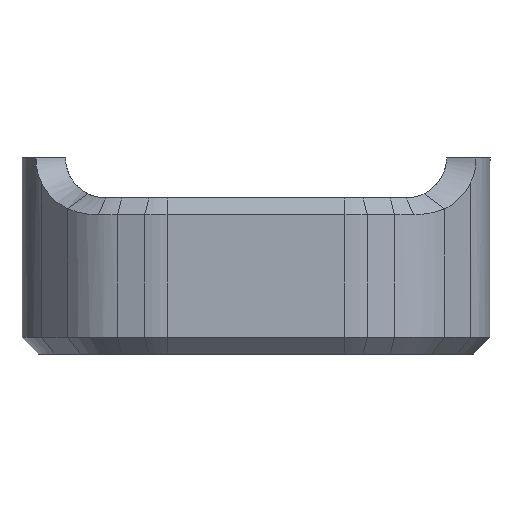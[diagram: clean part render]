
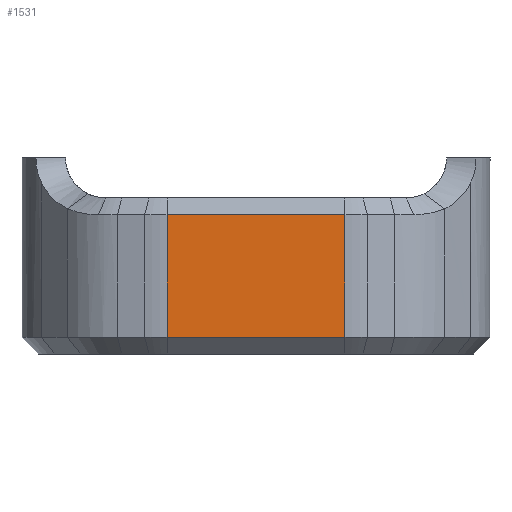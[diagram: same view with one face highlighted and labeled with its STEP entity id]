
A CAD part, left-side view. The second image highlights one B-rep face of the part: STEP entity #1531.
In plain terms, the highlighted planar face has unit normal (-1, 0, 0).
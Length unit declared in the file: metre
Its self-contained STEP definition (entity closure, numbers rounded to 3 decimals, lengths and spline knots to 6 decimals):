
#51=PLANE('',#1666);
#183=LINE('',#2396,#317);
#191=LINE('',#2442,#325);
#192=LINE('',#2444,#326);
#193=LINE('',#2446,#327);
#317=VECTOR('',#1880,1.);
#325=VECTOR('',#1912,1.);
#326=VECTOR('',#1913,1.);
#327=VECTOR('',#1914,1.);
#539=ORIENTED_EDGE('',*,*,#953,.F.);
#540=ORIENTED_EDGE('',*,*,#973,.T.);
#541=ORIENTED_EDGE('',*,*,#974,.F.);
#542=ORIENTED_EDGE('',*,*,#975,.T.);
#953=EDGE_CURVE('',#1171,#1172,#183,.T.);
#973=EDGE_CURVE('',#1171,#1189,#191,.T.);
#974=EDGE_CURVE('',#1190,#1189,#192,.T.);
#975=EDGE_CURVE('',#1190,#1172,#193,.T.);
#1171=VERTEX_POINT('',#2397);
#1172=VERTEX_POINT('',#2398);
#1189=VERTEX_POINT('',#2443);
#1190=VERTEX_POINT('',#2445);
#1318=EDGE_LOOP('',(#539,#540,#541,#542));
#1414=FACE_BOUND('',#1318,.T.);
#1531=ADVANCED_FACE('',(#1414),#51,.T.);
#1666=AXIS2_PLACEMENT_3D('',#2441,#1910,#1911);
#1880=DIRECTION('',(0.,0.,1.));
#1910=DIRECTION('',(-1.,0.,0.));
#1911=DIRECTION('',(0.,0.,1.));
#1912=DIRECTION('',(0.,-1.,0.));
#1913=DIRECTION('',(0.,0.,-1.));
#1914=DIRECTION('',(0.,1.,0.));
#2396=CARTESIAN_POINT('',(-0.0155,0.002803,0.002568));
#2397=CARTESIAN_POINT('',(-0.0155,0.002803,0.));
#2398=CARTESIAN_POINT('',(-0.0155,0.002803,0.00367));
#2441=CARTESIAN_POINT('',(-0.0155,0.000141,0.002432));
#2442=CARTESIAN_POINT('',(-0.0155,0.000141,0.));
#2443=CARTESIAN_POINT('',(-0.0155,-0.00252,0.));
#2444=CARTESIAN_POINT('',(-0.0155,-0.00252,0.003165));
#2445=CARTESIAN_POINT('',(-0.0155,-0.00252,0.00367));
#2446=CARTESIAN_POINT('',(-0.0155,0.000141,0.00367));
